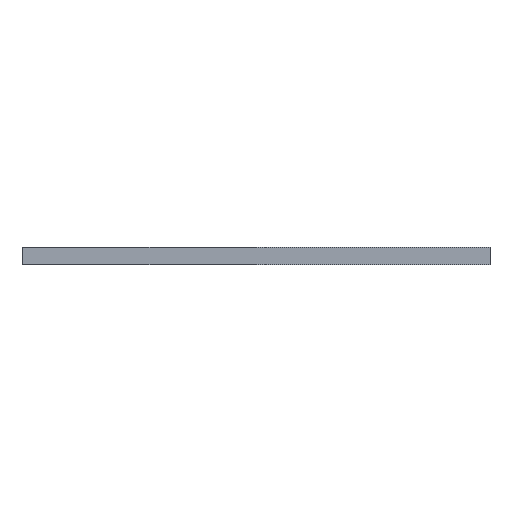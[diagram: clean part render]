
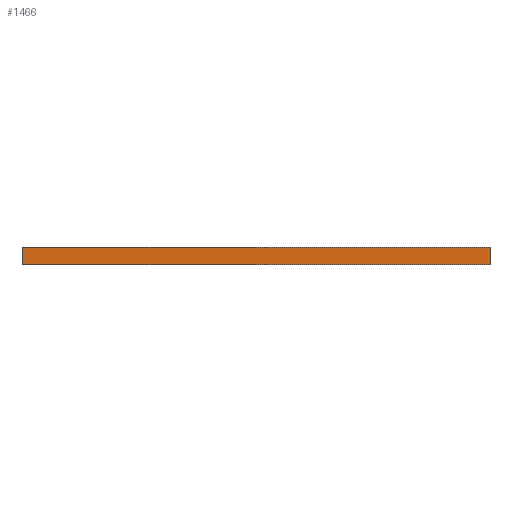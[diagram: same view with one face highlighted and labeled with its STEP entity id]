
A CAD part, left-side view. The second image highlights one B-rep face of the part: STEP entity #1466.
In plain terms, the highlighted planar face has unit normal (-1, 0, 0).
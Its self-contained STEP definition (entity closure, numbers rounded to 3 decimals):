
#129 = DIRECTION ( 'NONE',  ( 0., 0., -1. ) ) ;
#162 = LINE ( 'NONE', #4239, #2281 ) ;
#283 = VECTOR ( 'NONE', #129, 1000. ) ;
#309 = EDGE_CURVE ( 'NONE', #4805, #5581, #4588, .T. ) ;
#770 = FACE_OUTER_BOUND ( 'NONE', #1659, .T. ) ;
#1107 = VERTEX_POINT ( 'NONE', #2079 ) ;
#1365 = AXIS2_PLACEMENT_3D ( 'NONE', #1957, #3813, #5573 ) ;
#1466 = ADVANCED_FACE ( 'NONE', ( #770 ), #4262, .T. ) ;
#1501 = EDGE_CURVE ( 'NONE', #2595, #1107, #1697, .T. ) ;
#1621 = CARTESIAN_POINT ( 'NONE',  ( -22.4, -22.875, 0.85 ) ) ;
#1659 = EDGE_LOOP ( 'NONE', ( #2155, #2104, #4789, #4587 ) ) ;
#1697 = LINE ( 'NONE', #5186, #3640 ) ;
#1957 = CARTESIAN_POINT ( 'NONE',  ( -22.4, -22.875, 0.85 ) ) ;
#2079 = CARTESIAN_POINT ( 'NONE',  ( -22.4, -22.875, -0.85 ) ) ;
#2104 = ORIENTED_EDGE ( 'NONE', *, *, #1501, .F. ) ;
#2112 = EDGE_CURVE ( 'NONE', #2595, #4805, #162, .T. ) ;
#2155 = ORIENTED_EDGE ( 'NONE', *, *, #5033, .F. ) ;
#2281 = VECTOR ( 'NONE', #5214, 1000. ) ;
#2303 = CARTESIAN_POINT ( 'NONE',  ( -22.4, 22.875, -0.85 ) ) ;
#2375 = DIRECTION ( 'NONE',  ( 0., 1., 0. ) ) ;
#2595 = VERTEX_POINT ( 'NONE', #1621 ) ;
#2697 = VECTOR ( 'NONE', #2375, 1000. ) ;
#2766 = LINE ( 'NONE', #4176, #2697 ) ;
#3640 = VECTOR ( 'NONE', #5596, 1000. ) ;
#3813 = DIRECTION ( 'NONE',  ( -1., 0., 0. ) ) ;
#4176 = CARTESIAN_POINT ( 'NONE',  ( -22.4, -22.875, -0.85 ) ) ;
#4239 = CARTESIAN_POINT ( 'NONE',  ( -22.4, -22.875, 0.85 ) ) ;
#4262 = PLANE ( 'NONE',  #1365 ) ;
#4587 = ORIENTED_EDGE ( 'NONE', *, *, #309, .T. ) ;
#4588 = LINE ( 'NONE', #4785, #283 ) ;
#4785 = CARTESIAN_POINT ( 'NONE',  ( -22.4, 22.875, 0.85 ) ) ;
#4789 = ORIENTED_EDGE ( 'NONE', *, *, #2112, .T. ) ;
#4805 = VERTEX_POINT ( 'NONE', #5762 ) ;
#5033 = EDGE_CURVE ( 'NONE', #1107, #5581, #2766, .T. ) ;
#5186 = CARTESIAN_POINT ( 'NONE',  ( -22.4, -22.875, 0.85 ) ) ;
#5214 = DIRECTION ( 'NONE',  ( 0., 1., 0. ) ) ;
#5573 = DIRECTION ( 'NONE',  ( 0., 0., 1. ) ) ;
#5581 = VERTEX_POINT ( 'NONE', #2303 ) ;
#5596 = DIRECTION ( 'NONE',  ( 0., 0., -1. ) ) ;
#5762 = CARTESIAN_POINT ( 'NONE',  ( -22.4, 22.875, 0.85 ) ) ;
